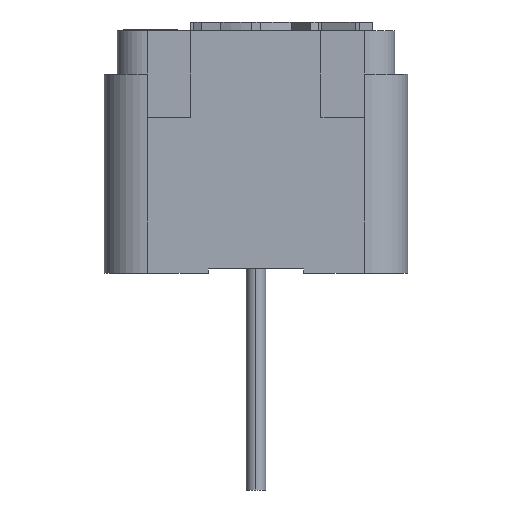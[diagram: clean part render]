
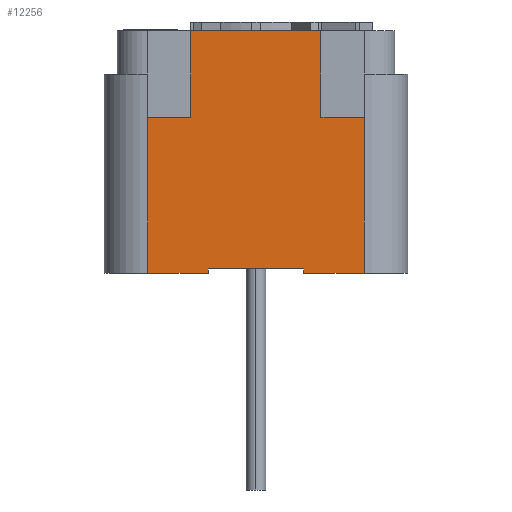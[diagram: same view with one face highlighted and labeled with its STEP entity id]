
A CAD part, front view. The second image highlights one B-rep face of the part: STEP entity #12256.
In plain terms, the highlighted planar face has unit normal (0, -1, 0).
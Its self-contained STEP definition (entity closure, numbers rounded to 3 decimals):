
#50 = VECTOR ( 'NONE', #6873, 1000. ) ;
#155 = ORIENTED_EDGE ( 'NONE', *, *, #12333, .T. ) ;
#160 = EDGE_CURVE ( 'NONE', #19920, #12551, #4779, .T. ) ;
#708 = VECTOR ( 'NONE', #5675, 1000. ) ;
#780 = CARTESIAN_POINT ( 'NONE',  ( 1.5, -3.499, 2.8 ) ) ;
#993 = ORIENTED_EDGE ( 'NONE', *, *, #11538, .F. ) ;
#1267 = DIRECTION ( 'NONE',  ( 0., 0., 1. ) ) ;
#1450 = EDGE_CURVE ( 'NONE', #5208, #14648, #11713, .T. ) ;
#1641 = CARTESIAN_POINT ( 'NONE',  ( 2.5, -3.499, -2.8 ) ) ;
#2251 = VERTEX_POINT ( 'NONE', #15662 ) ;
#2390 = DIRECTION ( 'NONE',  ( 1., 0., 0. ) ) ;
#2436 = VERTEX_POINT ( 'NONE', #3399 ) ;
#2617 = ORIENTED_EDGE ( 'NONE', *, *, #17842, .T. ) ;
#2756 = CARTESIAN_POINT ( 'NONE',  ( -2.5, -3.5, 0.8 ) ) ;
#2768 = VERTEX_POINT ( 'NONE', #11227 ) ;
#3399 = CARTESIAN_POINT ( 'NONE',  ( 1.1, -3.499, -2.8 ) ) ;
#3936 = DIRECTION ( 'NONE',  ( 0., 0., 1. ) ) ;
#4173 = CARTESIAN_POINT ( 'NONE',  ( 3.5, -3.499, 2.8 ) ) ;
#4184 = DIRECTION ( 'NONE',  ( 0., 0., -1. ) ) ;
#4270 = EDGE_CURVE ( 'NONE', #2251, #21766, #9092, .T. ) ;
#4375 = PLANE ( 'NONE',  #18644 ) ;
#4768 = LINE ( 'NONE', #10539, #50 ) ;
#4779 = LINE ( 'NONE', #2756, #13070 ) ;
#5208 = VERTEX_POINT ( 'NONE', #6502 ) ;
#5352 = VECTOR ( 'NONE', #12669, 1000. ) ;
#5503 = CARTESIAN_POINT ( 'NONE',  ( 3.5, -3.499, -2.8 ) ) ;
#5675 = DIRECTION ( 'NONE',  ( 0., 0., -1. ) ) ;
#5873 = CARTESIAN_POINT ( 'NONE',  ( -1.1, -3.5, -2.7 ) ) ;
#6071 = ORIENTED_EDGE ( 'NONE', *, *, #160, .T. ) ;
#6272 = FACE_OUTER_BOUND ( 'NONE', #17645, .T. ) ;
#6502 = CARTESIAN_POINT ( 'NONE',  ( -1.1, -3.5, -2.7 ) ) ;
#6617 = CARTESIAN_POINT ( 'NONE',  ( 2.5, -3.499, 2.8 ) ) ;
#6640 = VERTEX_POINT ( 'NONE', #9129 ) ;
#6873 = DIRECTION ( 'NONE',  ( 1., 0., 0. ) ) ;
#6874 = VECTOR ( 'NONE', #15537, 1000. ) ;
#7202 = EDGE_CURVE ( 'NONE', #14648, #2436, #19439, .T. ) ;
#7250 = ORIENTED_EDGE ( 'NONE', *, *, #8512, .T. ) ;
#7532 = ORIENTED_EDGE ( 'NONE', *, *, #7202, .T. ) ;
#7650 = CARTESIAN_POINT ( 'NONE',  ( 1.5, -3.499, 0.8 ) ) ;
#8387 = LINE ( 'NONE', #6617, #16165 ) ;
#8479 = CARTESIAN_POINT ( 'NONE',  ( 1.5, -3.499, 0.8 ) ) ;
#8512 = EDGE_CURVE ( 'NONE', #21766, #15129, #12405, .T. ) ;
#8740 = VECTOR ( 'NONE', #14300, 1000. ) ;
#9092 = LINE ( 'NONE', #14183, #8740 ) ;
#9129 = CARTESIAN_POINT ( 'NONE',  ( -1.1, -3.5, -2.8 ) ) ;
#9138 = VERTEX_POINT ( 'NONE', #1641 ) ;
#9341 = ORIENTED_EDGE ( 'NONE', *, *, #9545, .T. ) ;
#9545 = EDGE_CURVE ( 'NONE', #21133, #6640, #20828, .T. ) ;
#10197 = EDGE_CURVE ( 'NONE', #12551, #21133, #20656, .T. ) ;
#10539 = CARTESIAN_POINT ( 'NONE',  ( 3.5, -3.499, -2.8 ) ) ;
#10866 = LINE ( 'NONE', #4173, #14321 ) ;
#11227 = CARTESIAN_POINT ( 'NONE',  ( -1.5, -3.5, 2.8 ) ) ;
#11244 = ORIENTED_EDGE ( 'NONE', *, *, #4270, .T. ) ;
#11538 = EDGE_CURVE ( 'NONE', #19920, #2768, #20616, .T. ) ;
#11713 = LINE ( 'NONE', #18565, #18156 ) ;
#11723 = CARTESIAN_POINT ( 'NONE',  ( -1.5, -3.5, 0.8 ) ) ;
#11829 = DIRECTION ( 'NONE',  ( 1., 0., 0. ) ) ;
#12256 = ADVANCED_FACE ( 'NONE', ( #6272 ), #4375, .F. ) ;
#12333 = EDGE_CURVE ( 'NONE', #9138, #2251, #8387, .T. ) ;
#12405 = LINE ( 'NONE', #7650, #18472 ) ;
#12551 = VERTEX_POINT ( 'NONE', #14440 ) ;
#12573 = EDGE_CURVE ( 'NONE', #2768, #15129, #10866, .T. ) ;
#12669 = DIRECTION ( 'NONE',  ( 0., 0., -1. ) ) ;
#12876 = ORIENTED_EDGE ( 'NONE', *, *, #1450, .T. ) ;
#13051 = DIRECTION ( 'NONE',  ( 0., 1., 0. ) ) ;
#13070 = VECTOR ( 'NONE', #13339, 1000. ) ;
#13339 = DIRECTION ( 'NONE',  ( -1., 0., 0. ) ) ;
#14183 = CARTESIAN_POINT ( 'NONE',  ( 2.5, -3.499, 0.8 ) ) ;
#14300 = DIRECTION ( 'NONE',  ( -1., 0., 0. ) ) ;
#14321 = VECTOR ( 'NONE', #2390, 1000. ) ;
#14440 = CARTESIAN_POINT ( 'NONE',  ( -2.5, -3.5, 0.8 ) ) ;
#14616 = CARTESIAN_POINT ( 'NONE',  ( 3.5, -3.499, 2.8 ) ) ;
#14648 = VERTEX_POINT ( 'NONE', #17446 ) ;
#15129 = VERTEX_POINT ( 'NONE', #780 ) ;
#15537 = DIRECTION ( 'NONE',  ( 0., 0., 1. ) ) ;
#15662 = CARTESIAN_POINT ( 'NONE',  ( 2.5, -3.499, 0.8 ) ) ;
#16165 = VECTOR ( 'NONE', #20260, 1000. ) ;
#16617 = CARTESIAN_POINT ( 'NONE',  ( -2.5, -3.5, -2.8 ) ) ;
#17446 = CARTESIAN_POINT ( 'NONE',  ( 1.1, -3.499, -2.7 ) ) ;
#17645 = EDGE_LOOP ( 'NONE', ( #7532, #2617, #155, #11244, #7250, #21888, #993, #6071, #22008, #9341, #22000, #12876 ) ) ;
#17735 = EDGE_CURVE ( 'NONE', #5208, #6640, #17946, .T. ) ;
#17842 = EDGE_CURVE ( 'NONE', #2436, #9138, #4768, .T. ) ;
#17860 = CARTESIAN_POINT ( 'NONE',  ( 1.1, -3.499, -2.7 ) ) ;
#17946 = LINE ( 'NONE', #5873, #20760 ) ;
#18156 = VECTOR ( 'NONE', #11829, 1000. ) ;
#18472 = VECTOR ( 'NONE', #3936, 1000. ) ;
#18565 = CARTESIAN_POINT ( 'NONE',  ( -1.1, -3.5, -2.7 ) ) ;
#18644 = AXIS2_PLACEMENT_3D ( 'NONE', #14616, #13051, #1267 ) ;
#19439 = LINE ( 'NONE', #17860, #708 ) ;
#19920 = VERTEX_POINT ( 'NONE', #11723 ) ;
#20260 = DIRECTION ( 'NONE',  ( 0., 0., 1. ) ) ;
#20501 = DIRECTION ( 'NONE',  ( 1., 0., 0. ) ) ;
#20616 = LINE ( 'NONE', #22111, #6874 ) ;
#20656 = LINE ( 'NONE', #20769, #5352 ) ;
#20760 = VECTOR ( 'NONE', #4184, 1000. ) ;
#20769 = CARTESIAN_POINT ( 'NONE',  ( -2.5, -3.5, 2.8 ) ) ;
#20828 = LINE ( 'NONE', #5503, #22079 ) ;
#21133 = VERTEX_POINT ( 'NONE', #16617 ) ;
#21766 = VERTEX_POINT ( 'NONE', #8479 ) ;
#21888 = ORIENTED_EDGE ( 'NONE', *, *, #12573, .F. ) ;
#22000 = ORIENTED_EDGE ( 'NONE', *, *, #17735, .F. ) ;
#22008 = ORIENTED_EDGE ( 'NONE', *, *, #10197, .T. ) ;
#22079 = VECTOR ( 'NONE', #20501, 1000. ) ;
#22111 = CARTESIAN_POINT ( 'NONE',  ( -1.5, -3.5, 0.8 ) ) ;
